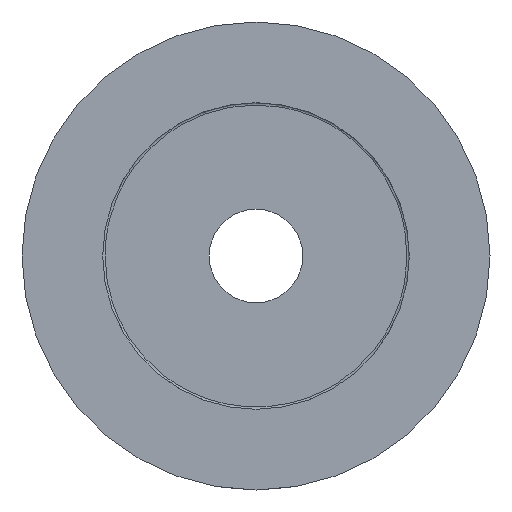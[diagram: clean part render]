
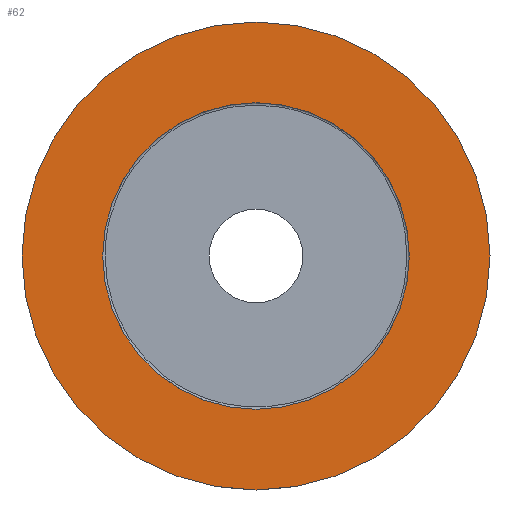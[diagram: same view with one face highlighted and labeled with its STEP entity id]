
A CAD part, left-side view. The second image highlights one B-rep face of the part: STEP entity #62.
In plain terms, the highlighted planar face has unit normal (-1, 0, 0).
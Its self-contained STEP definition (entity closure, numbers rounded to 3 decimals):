
#7 = EDGE_LOOP ( 'NONE', ( #708 ) ) ;
#19 = DIRECTION ( 'NONE',  ( 1., 0., 0. ) ) ;
#62 = ADVANCED_FACE ( 'NONE', ( #751, #113 ), #317, .T. ) ;
#110 = AXIS2_PLACEMENT_3D ( 'NONE', #416, #618, #420 ) ;
#113 = FACE_OUTER_BOUND ( 'NONE', #759, .T. ) ;
#125 = VERTEX_POINT ( 'NONE', #323 ) ;
#220 = CIRCLE ( 'NONE', #110, 20. ) ;
#317 = PLANE ( 'NONE',  #371 ) ;
#323 = CARTESIAN_POINT ( 'NONE',  ( 0., 13.1, 0. ) ) ;
#338 = AXIS2_PLACEMENT_3D ( 'NONE', #361, #19, #829 ) ;
#361 = CARTESIAN_POINT ( 'NONE',  ( 0., 0., 0. ) ) ;
#371 = AXIS2_PLACEMENT_3D ( 'NONE', #856, #576, #648 ) ;
#416 = CARTESIAN_POINT ( 'NONE',  ( 0., 0., 0. ) ) ;
#420 = DIRECTION ( 'NONE',  ( 0., 1., 0. ) ) ;
#515 = EDGE_CURVE ( 'NONE', #712, #712, #220, .T. ) ;
#576 = DIRECTION ( 'NONE',  ( -1., 0., 0. ) ) ;
#618 = DIRECTION ( 'NONE',  ( 1., 0., 0. ) ) ;
#648 = DIRECTION ( 'NONE',  ( 0., -1., 0. ) ) ;
#681 = CIRCLE ( 'NONE', #338, 13.1 ) ;
#708 = ORIENTED_EDGE ( 'NONE', *, *, #800, .T. ) ;
#712 = VERTEX_POINT ( 'NONE', #839 ) ;
#751 = FACE_BOUND ( 'NONE', #7, .T. ) ;
#759 = EDGE_LOOP ( 'NONE', ( #775 ) ) ;
#775 = ORIENTED_EDGE ( 'NONE', *, *, #515, .F. ) ;
#800 = EDGE_CURVE ( 'NONE', #125, #125, #681, .T. ) ;
#829 = DIRECTION ( 'NONE',  ( 0., 1., 0. ) ) ;
#839 = CARTESIAN_POINT ( 'NONE',  ( 0., 20., 0. ) ) ;
#856 = CARTESIAN_POINT ( 'NONE',  ( 0., 20., 0. ) ) ;
